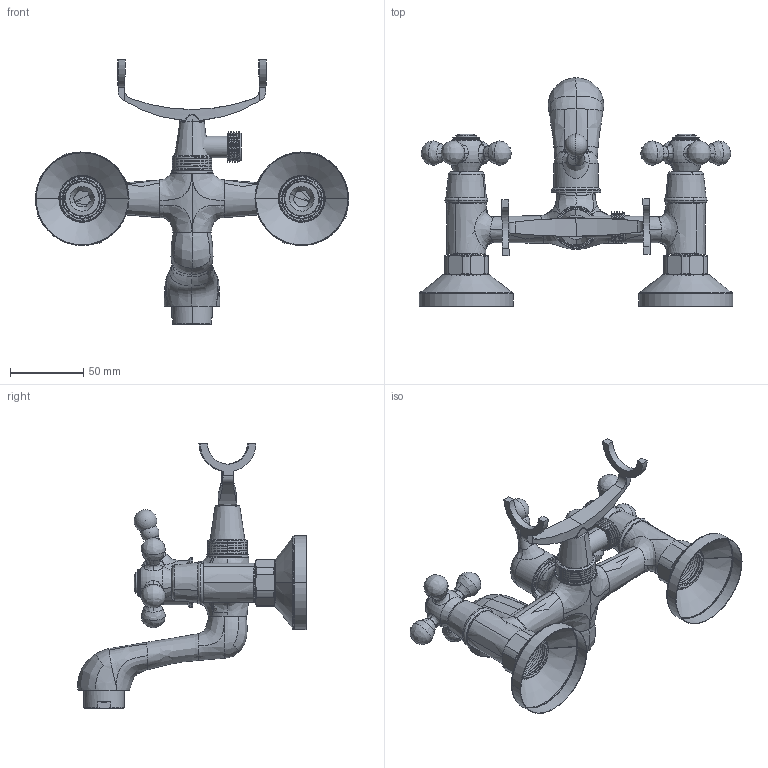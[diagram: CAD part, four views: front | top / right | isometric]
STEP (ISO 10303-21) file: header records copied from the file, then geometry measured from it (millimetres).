
FILE_DESCRIPTION (( 'STEP AP203' ), '1' );
FILE_NAME ('99121.STEP', '2021-09-20T10:27:21', ( '' ), ( '' ), 'SwSTEP 2.0', 'SolidWorks 2021', '' );
FILE_SCHEMA (( 'CONFIG_CONTROL_DESIGN' ));
Length unit declared in the file: millimetre
Products named in the file (15): 245011NT偏心护套_MODEL_1; 202216CP苤忒梟_MODEL_1-1; 220021墙罩_MODEL_1; 202216CP苤忒梟_MODEL_1; 瑚恮れ邐ん_x_t_MODEL_2; Part_1; 92009堤阨奪_MODEL_1; 99121; 218044CP鞠褒蹟簽_MODEL_1; 228056_igs_1; solid; 217012DN給挴_MODEL_1; 209001CP_MODEL_1
Assembly tree (18 placements, depth 3):
  99121
    218044CP鞠褒蹟簽_MODEL_1  x2
    217012DN給挴_MODEL_1  x2
    220021墙罩_MODEL_1  x2
    245011NT偏心护套_MODEL_1
    202216CP苤忒梟_MODEL_1
      202216CP苤忒梟_MODEL_1
      202216CP苤忒梟_MODEL_1-1
    92009堤阨奪_MODEL_1
    209001CP_MODEL_1
      209001CP_MODEL_1
      瑚恮れ邐ん_x_t_MODEL_2
    228056_igs_1
    Part_1
    solid  x2
Bounding box: 214 x 156.07 x 180.72 mm (x, y, z)
Volume: 126309.2 mm3; surface area: 166178.9 mm2
Topology: 13 solids, 1092 shells, 2656 faces, 10681 edges, 8807 vertices
Faces by surface type: plane 1264, cylinder 871, bspline 324, cone 117, torus 74, sphere 6
Entity records: 209051 total; most frequent: CARTESIAN_POINT 136780, ORIENTED_EDGE 12699, DIRECTION 11136, EDGE_CURVE 9679, VERTEX_POINT 8186, VECTOR 5688, LINE 5688, B_SPLINE_CURVE_WITH_KNOTS 3267
